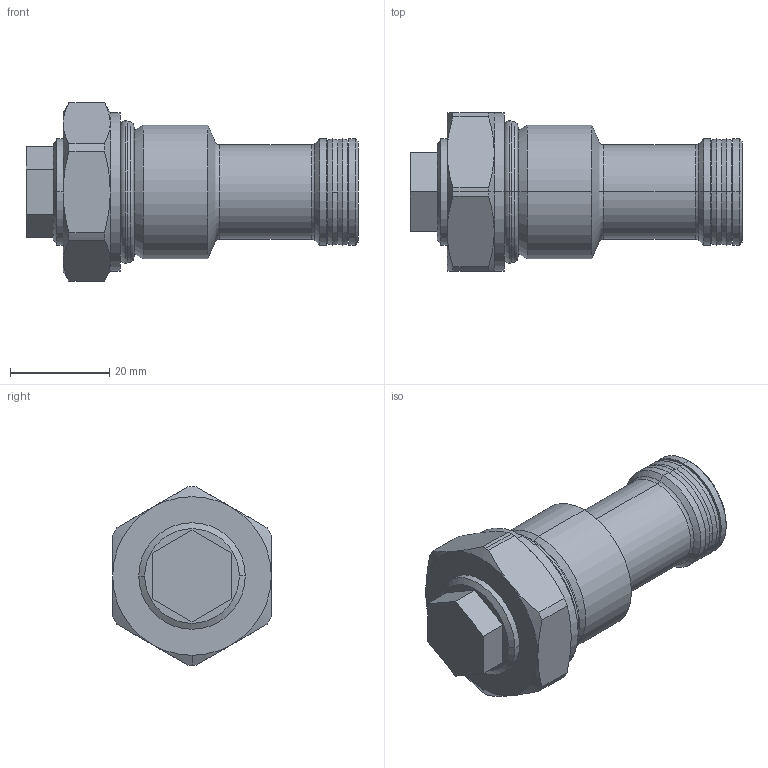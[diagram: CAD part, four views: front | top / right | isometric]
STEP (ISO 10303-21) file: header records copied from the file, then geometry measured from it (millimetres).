
FILE_DESCRIPTION (( 'STEP AP214' ), '1' );
FILE_NAME ('472.B3_Kunde.STEP', '2017-04-05T12:17:08', ( 'user' ), ( '' ), 'SwSTEP 2.0', 'SolidWorks 2016', '' );
FILE_SCHEMA (( 'AUTOMOTIVE_DESIGN' ));
Length unit declared in the file: millimetre
Products named in the file (1): 472.B3_Kunde
Bounding box: 67 x 32 x 36 mm (x, y, z)
Volume: 32517.7 mm3; surface area: 8566.9 mm2
Topology: 3 solids, 3 shells, 102 faces, 219 edges, 126 vertices
Faces by surface type: cone 36, cylinder 23, torus 22, plane 21
Entity records: 2929 total; most frequent: CARTESIAN_POINT 600, DIRECTION 525, ORIENTED_EDGE 438, AXIS2_PLACEMENT_3D 227, EDGE_CURVE 219, VERTEX_POINT 126, CIRCLE 124, EDGE_LOOP 107
